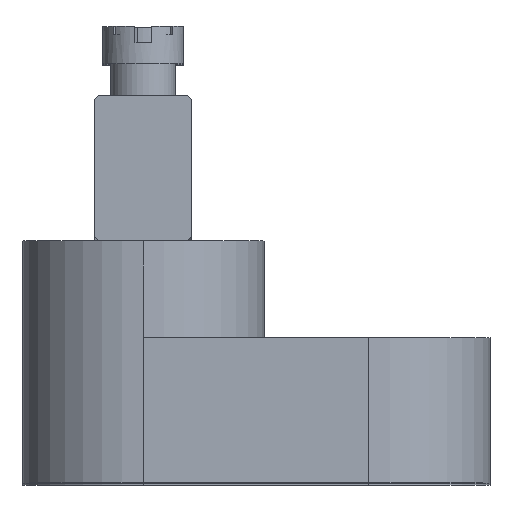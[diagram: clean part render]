
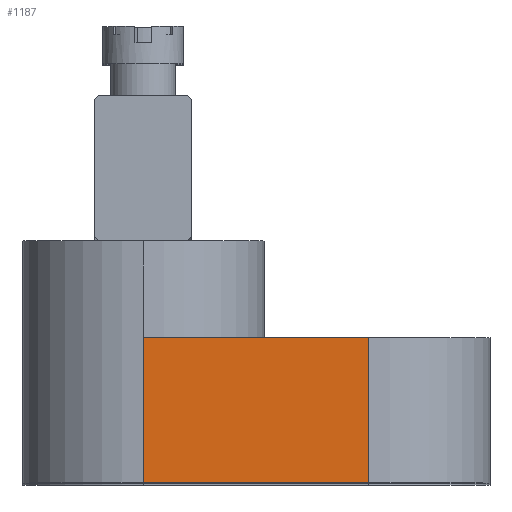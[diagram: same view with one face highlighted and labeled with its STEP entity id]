
A CAD part, top view. The second image highlights one B-rep face of the part: STEP entity #1187.
In plain terms, the highlighted planar face has unit normal (0, 0, 1).
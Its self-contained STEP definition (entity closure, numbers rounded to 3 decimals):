
#136 = LINE ( 'NONE', #5350, #4590 ) ;
#548 = ORIENTED_EDGE ( 'NONE', *, *, #3553, .F. ) ;
#697 = ORIENTED_EDGE ( 'NONE', *, *, #3575, .T. ) ;
#732 = VERTEX_POINT ( 'NONE', #1342 ) ;
#792 = FACE_OUTER_BOUND ( 'NONE', #3124, .T. ) ;
#803 = CARTESIAN_POINT ( 'NONE',  ( -7., 9., 7.5 ) ) ;
#848 = CARTESIAN_POINT ( 'NONE',  ( -14.5, 9., 7.5 ) ) ;
#1184 = VECTOR ( 'NONE', #5203, 1000. ) ;
#1187 = ADVANCED_FACE ( 'NONE', ( #792 ), #4970, .F. ) ;
#1227 = AXIS2_PLACEMENT_3D ( 'NONE', #848, #6924, #4928 ) ;
#1342 = CARTESIAN_POINT ( 'NONE',  ( 7., 9., 7.5 ) ) ;
#1373 = VECTOR ( 'NONE', #5273, 1000. ) ;
#1756 = LINE ( 'NONE', #5333, #1373 ) ;
#1874 = ORIENTED_EDGE ( 'NONE', *, *, #3547, .T. ) ;
#2225 = CARTESIAN_POINT ( 'NONE',  ( -7., 0., 7.5 ) ) ;
#3124 = EDGE_LOOP ( 'NONE', ( #1874, #6323, #548, #697 ) ) ;
#3333 = VERTEX_POINT ( 'NONE', #803 ) ;
#3452 = CARTESIAN_POINT ( 'NONE',  ( 7., 0., 7.5 ) ) ;
#3547 = EDGE_CURVE ( 'NONE', #5246, #732, #136, .T. ) ;
#3551 = EDGE_CURVE ( 'NONE', #3333, #732, #1756, .T. ) ;
#3553 = EDGE_CURVE ( 'NONE', #6869, #3333, #5915, .T. ) ;
#3575 = EDGE_CURVE ( 'NONE', #6869, #5246, #4414, .T. ) ;
#4414 = LINE ( 'NONE', #5216, #1184 ) ;
#4590 = VECTOR ( 'NONE', #5525, 1000. ) ;
#4928 = DIRECTION ( 'NONE',  ( -1., 0., 0. ) ) ;
#4970 = PLANE ( 'NONE',  #1227 ) ;
#5203 = DIRECTION ( 'NONE',  ( 1., 0., 0. ) ) ;
#5216 = CARTESIAN_POINT ( 'NONE',  ( -14.5, 0., 7.5 ) ) ;
#5246 = VERTEX_POINT ( 'NONE', #3452 ) ;
#5261 = DIRECTION ( 'NONE',  ( 0., 1., 0. ) ) ;
#5273 = DIRECTION ( 'NONE',  ( 1., 0., 0. ) ) ;
#5333 = CARTESIAN_POINT ( 'NONE',  ( -14.5, 9., 7.5 ) ) ;
#5339 = CARTESIAN_POINT ( 'NONE',  ( -7., -10.607, 7.5 ) ) ;
#5350 = CARTESIAN_POINT ( 'NONE',  ( 7., -10.607, 7.5 ) ) ;
#5525 = DIRECTION ( 'NONE',  ( 0., 1., 0. ) ) ;
#5766 = VECTOR ( 'NONE', #5261, 1000. ) ;
#5915 = LINE ( 'NONE', #5339, #5766 ) ;
#6323 = ORIENTED_EDGE ( 'NONE', *, *, #3551, .F. ) ;
#6869 = VERTEX_POINT ( 'NONE', #2225 ) ;
#6924 = DIRECTION ( 'NONE',  ( 0., 0., -1. ) ) ;
